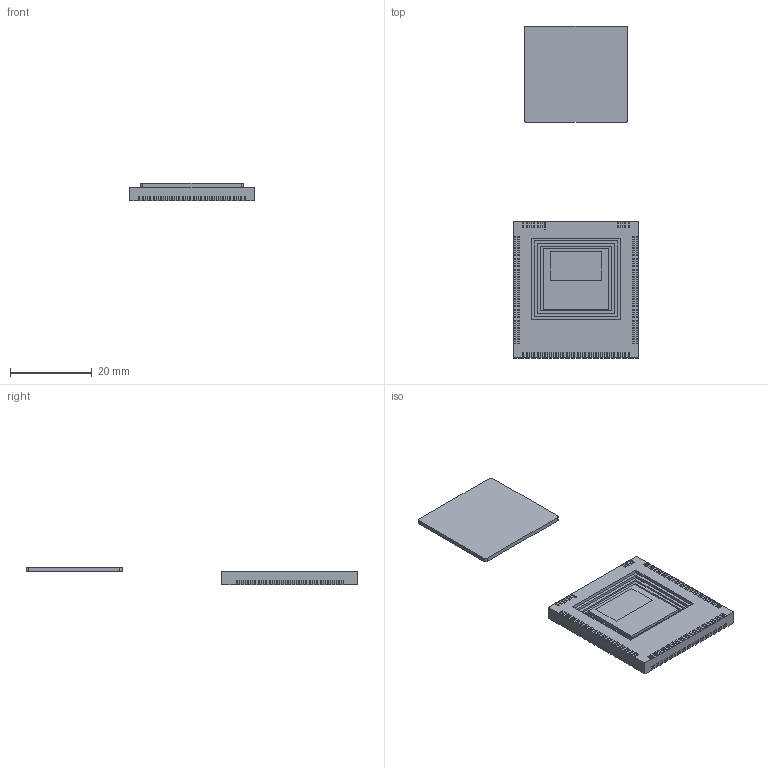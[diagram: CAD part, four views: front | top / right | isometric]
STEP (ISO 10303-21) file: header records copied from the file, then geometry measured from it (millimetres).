
FILE_DESCRIPTION((''),'2;1');
FILE_NAME('FAIRCHILD_CIS1910F1121.stp','2014-07-02T16:32:55',(''),(''),'Mechanical Desktop 2011','Mechanical Desktop 2011',', , ');
FILE_SCHEMA(('AUTOMOTIVE_DESIGN { 1 2 10303 214 1 1 1 1 }'));
Length unit declared in the file: millimetre
Products named in the file (1): Product
Bounding box: 30.48 x 81.04 x 4.29 mm (x, y, z)
Volume: 3289 mm3; surface area: 5368 mm2
Topology: 206 solids, 206 shells, 1668 faces, 4186 edges, 3362 vertices
Faces by surface type: plane 1664, cylinder 4
Entity records: 48409 total; most frequent: CARTESIAN_POINT 8794, DIRECTION 7536, ORIENTED_EDGE 7512, VECTOR 4172, LINE 4172, EDGE_CURVE 3756, VERTEX_POINT 2504, AXIS2_PLACEMENT_3D 1682
